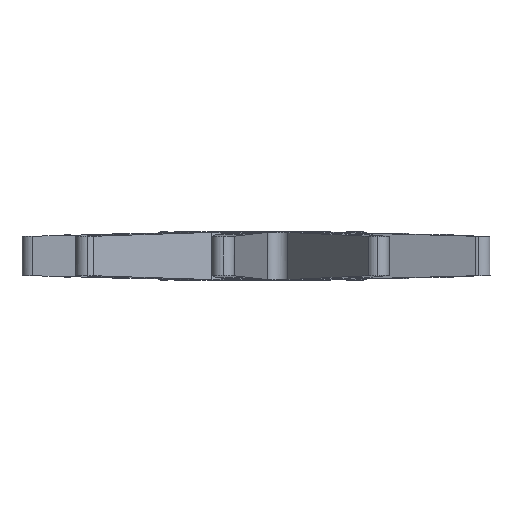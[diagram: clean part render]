
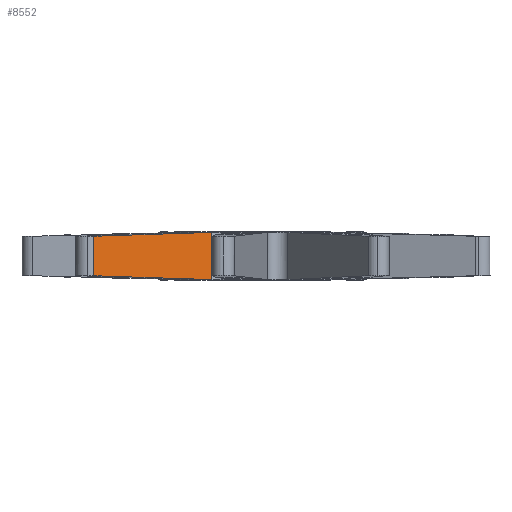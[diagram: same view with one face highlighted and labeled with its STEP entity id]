
A CAD part, left-side view. The second image highlights one B-rep face of the part: STEP entity #8552.
In plain terms, the highlighted planar face has unit normal (-0.799, -0.601, 0).
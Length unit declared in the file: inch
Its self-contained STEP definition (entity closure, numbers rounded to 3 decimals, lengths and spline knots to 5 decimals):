
#115 = CARTESIAN_POINT ( 'NONE',  ( -1.62543, 1.75363, 0.25 ) ) ;
#243 = B_SPLINE_CURVE_WITH_KNOTS ( 'NONE', 3,
 ( #19902, #22401, #25372, #30145 ),
 .UNSPECIFIED., .F., .F.,
 ( 4, 4 ),
 ( 0.02563, 0.03852 ),
 .UNSPECIFIED. ) ;
#283 = DIRECTION ( 'NONE',  ( 0., 0., -1. ) ) ;
#517 = VERTEX_POINT ( 'NONE', #22641 ) ;
#600 = B_SPLINE_CURVE_WITH_KNOTS ( 'NONE', 3,
 ( #25990, #16061, #8497, #30955 ),
 .UNSPECIFIED., .F., .F.,
 ( 4, 4 ),
 ( 0., 0.00911 ),
 .UNSPECIFIED. ) ;
#1632 = CARTESIAN_POINT ( 'NONE',  ( -1.10709, 1.06461, -0.22731 ) ) ;
#1911 = EDGE_CURVE ( 'NONE', #17290, #6687, #600, .T. ) ;
#1974 = CARTESIAN_POINT ( 'NONE',  ( -0.73947, 0.57596, 0.24298 ) ) ;
#2005 = CARTESIAN_POINT ( 'NONE',  ( -0.77076, 0.61756, -0.24167 ) ) ;
#2027 = CARTESIAN_POINT ( 'NONE',  ( -1.10709, 1.06461, -0.22731 ) ) ;
#2495 = CARTESIAN_POINT ( 'NONE',  ( -0.80206, 0.65916, -0.24034 ) ) ;
#2556 = EDGE_CURVE ( 'NONE', #11031, #20928, #6088, .T. ) ;
#2948 = B_SPLINE_CURVE_WITH_KNOTS ( 'NONE', 3,
 ( #9018, #19058, #3422, #29146 ),
 .UNSPECIFIED., .F., .F.,
 ( 4, 4 ),
 ( 0.05132, 0.06043 ),
 .UNSPECIFIED. ) ;
#3422 = CARTESIAN_POINT ( 'NONE',  ( -1.55359, 1.65813, 0.20803 ) ) ;
#4239 = DIRECTION ( 'NONE',  ( -0.601, 0.799, 0. ) ) ;
#4542 = CARTESIAN_POINT ( 'NONE',  ( -1.20802, 1.19879, 0.22297 ) ) ;
#4567 = CARTESIAN_POINT ( 'NONE',  ( -0.19552, -0.14709, 0.25 ) ) ;
#4679 = LINE ( 'NONE', #26971, #16663 ) ;
#4803 = ORIENTED_EDGE ( 'NONE', *, *, #32245, .T. ) ;
#6088 = B_SPLINE_CURVE_WITH_KNOTS ( 'NONE', 3,
 ( #14989, #1974, #24439, #9930 ),
 .UNSPECIFIED., .F., .F.,
 ( 4, 4 ),
 ( 0.02167, 0.02563 ),
 .UNSPECIFIED. ) ;
#6112 = CARTESIAN_POINT ( 'NONE',  ( -0.80206, 0.65916, -0.24034 ) ) ;
#6183 = ORIENTED_EDGE ( 'NONE', *, *, #27997, .T. ) ;
#6297 = CARTESIAN_POINT ( 'NONE',  ( -1.10709, 1.06461, 0.22731 ) ) ;
#6687 = VERTEX_POINT ( 'NONE', #32448 ) ;
#6858 = CARTESIAN_POINT ( 'NONE',  ( -1.10709, 1.06461, 0.22731 ) ) ;
#7209 = CARTESIAN_POINT ( 'NONE',  ( -0.80206, 0.65916, 0.24034 ) ) ;
#7407 = CARTESIAN_POINT ( 'NONE',  ( -1.62543, 1.75363, -0.20491 ) ) ;
#8048 = LINE ( 'NONE', #115, #14579 ) ;
#8497 = CARTESIAN_POINT ( 'NONE',  ( -1.48174, 1.56263, -0.21114 ) ) ;
#8552 = ADVANCED_FACE ( 'NONE', ( #16936 ), #24233, .F. ) ;
#8870 = B_SPLINE_CURVE_WITH_KNOTS ( 'NONE', 3,
 ( #17292, #22436, #20100, #12179 ),
 .UNSPECIFIED., .F., .F.,
 ( 4, 4 ),
 ( 0.02191, 0.0348 ),
 .UNSPECIFIED. ) ;
#8875 = VERTEX_POINT ( 'NONE', #29129 ) ;
#9001 = ORIENTED_EDGE ( 'NONE', *, *, #28064, .T. ) ;
#9018 = CARTESIAN_POINT ( 'NONE',  ( -1.4099, 1.46713, 0.21424 ) ) ;
#9392 = EDGE_CURVE ( 'NONE', #8875, #17290, #8048, .T. ) ;
#9566 = VERTEX_POINT ( 'NONE', #13289 ) ;
#9652 = DIRECTION ( 'NONE',  ( 0., 0., 1. ) ) ;
#9930 = CARTESIAN_POINT ( 'NONE',  ( -0.80206, 0.65916, 0.24034 ) ) ;
#11031 = VERTEX_POINT ( 'NONE', #31927 ) ;
#11052 = EDGE_CURVE ( 'NONE', #517, #11031, #4679, .T. ) ;
#12179 = CARTESIAN_POINT ( 'NONE',  ( -0.80206, 0.65916, -0.24034 ) ) ;
#12200 = EDGE_CURVE ( 'NONE', #20928, #28218, #243, .T. ) ;
#12417 = CARTESIAN_POINT ( 'NONE',  ( -1.30896, 1.33296, -0.21861 ) ) ;
#12549 = EDGE_LOOP ( 'NONE', ( #26596, #18864, #18534, #4803, #23697, #31282, #29601, #9001, #6183, #15569 ) ) ;
#12762 = VERTEX_POINT ( 'NONE', #6112 ) ;
#13123 = B_SPLINE_CURVE_WITH_KNOTS ( 'NONE', 3,
 ( #22513, #12417, #15043, #2027 ),
 .UNSPECIFIED., .F., .F.,
 ( 4, 4 ),
 ( 0.00911, 0.02191 ),
 .UNSPECIFIED. ) ;
#13289 = CARTESIAN_POINT ( 'NONE',  ( -1.4099, 1.46713, 0.21424 ) ) ;
#14013 = AXIS2_PLACEMENT_3D ( 'NONE', #4567, #19412, #4239 ) ;
#14579 = VECTOR ( 'NONE', #283, 39.37008 ) ;
#14903 = VERTEX_POINT ( 'NONE', #1632 ) ;
#14989 = CARTESIAN_POINT ( 'NONE',  ( -0.70817, 0.53436, 0.24429 ) ) ;
#15043 = CARTESIAN_POINT ( 'NONE',  ( -1.20802, 1.19879, -0.22297 ) ) ;
#15569 = ORIENTED_EDGE ( 'NONE', *, *, #9392, .T. ) ;
#15675 = B_SPLINE_CURVE_WITH_KNOTS ( 'NONE', 3,
 ( #2495, #2005, #27613, #25300 ),
 .UNSPECIFIED., .F., .F.,
 ( 4, 4 ),
 ( 0.0348, 0.03877 ),
 .UNSPECIFIED. ) ;
#16061 = CARTESIAN_POINT ( 'NONE',  ( -1.55359, 1.65813, -0.20803 ) ) ;
#16663 = VECTOR ( 'NONE', #9652, 39.37008 ) ;
#16936 = FACE_OUTER_BOUND ( 'NONE', #12549, .T. ) ;
#17290 = VERTEX_POINT ( 'NONE', #7407 ) ;
#17292 = CARTESIAN_POINT ( 'NONE',  ( -1.10709, 1.06461, -0.22731 ) ) ;
#18534 = ORIENTED_EDGE ( 'NONE', *, *, #28472, .T. ) ;
#18864 = ORIENTED_EDGE ( 'NONE', *, *, #22972, .T. ) ;
#19058 = CARTESIAN_POINT ( 'NONE',  ( -1.48174, 1.56263, 0.21114 ) ) ;
#19412 = DIRECTION ( 'NONE',  ( 0.799, 0.601, 0. ) ) ;
#19902 = CARTESIAN_POINT ( 'NONE',  ( -0.80206, 0.65916, 0.24034 ) ) ;
#20100 = CARTESIAN_POINT ( 'NONE',  ( -0.90374, 0.79431, -0.23604 ) ) ;
#20928 = VERTEX_POINT ( 'NONE', #7209 ) ;
#22051 = CARTESIAN_POINT ( 'NONE',  ( -1.30896, 1.33296, 0.21861 ) ) ;
#22401 = CARTESIAN_POINT ( 'NONE',  ( -0.90374, 0.79431, 0.23604 ) ) ;
#22436 = CARTESIAN_POINT ( 'NONE',  ( -1.00541, 0.92946, -0.23168 ) ) ;
#22513 = CARTESIAN_POINT ( 'NONE',  ( -1.4099, 1.46713, -0.21424 ) ) ;
#22641 = CARTESIAN_POINT ( 'NONE',  ( -0.70817, 0.53436, -0.24429 ) ) ;
#22666 = B_SPLINE_CURVE_WITH_KNOTS ( 'NONE', 3,
 ( #6858, #4542, #22051, #27006 ),
 .UNSPECIFIED., .F., .F.,
 ( 4, 4 ),
 ( 0.03852, 0.05132 ),
 .UNSPECIFIED. ) ;
#22972 = EDGE_CURVE ( 'NONE', #6687, #14903, #13123, .T. ) ;
#23697 = ORIENTED_EDGE ( 'NONE', *, *, #11052, .T. ) ;
#24233 = PLANE ( 'NONE',  #14013 ) ;
#24439 = CARTESIAN_POINT ( 'NONE',  ( -0.77076, 0.61756, 0.24167 ) ) ;
#25300 = CARTESIAN_POINT ( 'NONE',  ( -0.70817, 0.53436, -0.24429 ) ) ;
#25372 = CARTESIAN_POINT ( 'NONE',  ( -1.00541, 0.92946, 0.23168 ) ) ;
#25990 = CARTESIAN_POINT ( 'NONE',  ( -1.62543, 1.75363, -0.20491 ) ) ;
#26596 = ORIENTED_EDGE ( 'NONE', *, *, #1911, .T. ) ;
#26971 = CARTESIAN_POINT ( 'NONE',  ( -0.70817, 0.53436, 0.25 ) ) ;
#27006 = CARTESIAN_POINT ( 'NONE',  ( -1.4099, 1.46713, 0.21424 ) ) ;
#27613 = CARTESIAN_POINT ( 'NONE',  ( -0.73947, 0.57596, -0.24298 ) ) ;
#27997 = EDGE_CURVE ( 'NONE', #9566, #8875, #2948, .T. ) ;
#28064 = EDGE_CURVE ( 'NONE', #28218, #9566, #22666, .T. ) ;
#28218 = VERTEX_POINT ( 'NONE', #6297 ) ;
#28472 = EDGE_CURVE ( 'NONE', #14903, #12762, #8870, .T. ) ;
#29129 = CARTESIAN_POINT ( 'NONE',  ( -1.62543, 1.75363, 0.20491 ) ) ;
#29146 = CARTESIAN_POINT ( 'NONE',  ( -1.62543, 1.75363, 0.20491 ) ) ;
#29601 = ORIENTED_EDGE ( 'NONE', *, *, #12200, .T. ) ;
#30145 = CARTESIAN_POINT ( 'NONE',  ( -1.10709, 1.06461, 0.22731 ) ) ;
#30955 = CARTESIAN_POINT ( 'NONE',  ( -1.4099, 1.46713, -0.21424 ) ) ;
#31282 = ORIENTED_EDGE ( 'NONE', *, *, #2556, .T. ) ;
#31927 = CARTESIAN_POINT ( 'NONE',  ( -0.70817, 0.53436, 0.24429 ) ) ;
#32245 = EDGE_CURVE ( 'NONE', #12762, #517, #15675, .T. ) ;
#32448 = CARTESIAN_POINT ( 'NONE',  ( -1.4099, 1.46713, -0.21424 ) ) ;
